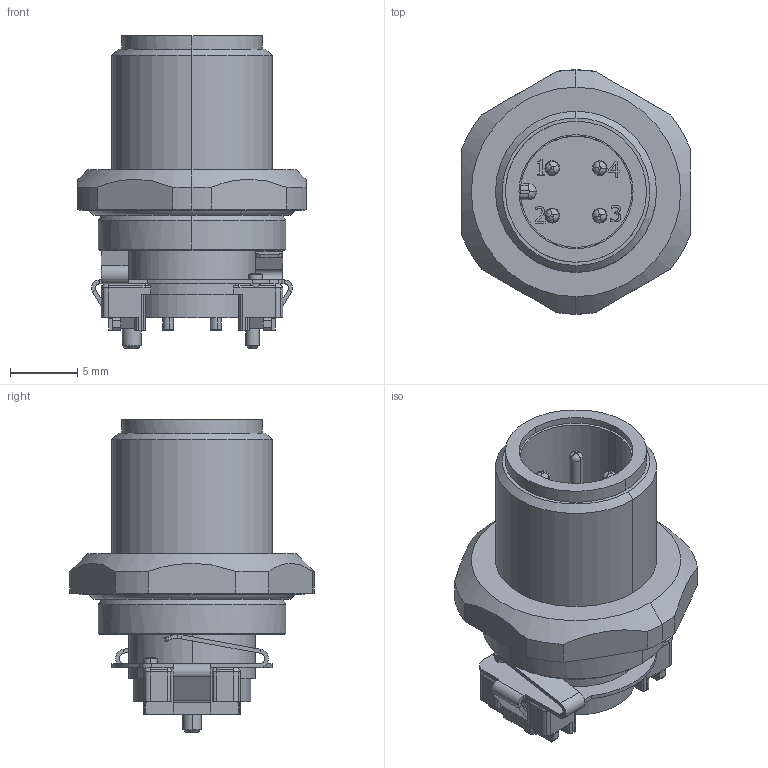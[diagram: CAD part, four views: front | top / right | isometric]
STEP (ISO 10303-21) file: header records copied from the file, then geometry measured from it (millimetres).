
FILE_DESCRIPTION(('CATIA V5R24 STEP','CAx-IF Rec.Pracs.--- Model Styling and Organization---1.2---2011-12-15'),'2;1');
FILE_NAME ('D1461877_0_2423290000_2423290000.stp','2017-05-30T04:55:07+00:00',('none'),('Weidmueller'),'CATIA Version 5-6 Release 2014 SP4 HF52','CATIA V5 STEP AP214','none');
FILE_SCHEMA(('AUTOMOTIVE_DESIGN { 1 0 10303 214 1 1 1 1 }'));
Length unit declared in the file: millimetre
Products named in the file (1): 2423290000
Bounding box: 17 x 18.2 x 23.3 mm (x, y, z)
Volume: 2337 mm3; surface area: 3300.9 mm2
Topology: 4 solids, 4 shells, 576 faces, 1571 edges, 1024 vertices
Faces by surface type: plane 258, cylinder 207, bspline 63, cone 26, torus 18, sphere 4
Entity records: 19201 total; most frequent: CARTESIAN_POINT 5703, ORIENTED_EDGE 3134, DIRECTION 2180, EDGE_CURVE 1567, VERTEX_POINT 1024, AXIS2_PLACEMENT_3D 904, VECTOR 801, LINE 801
